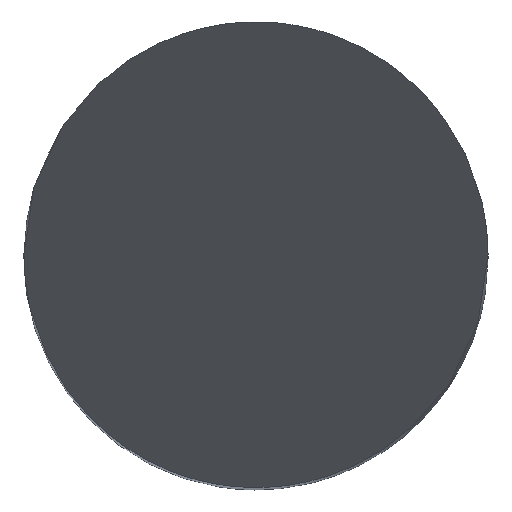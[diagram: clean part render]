
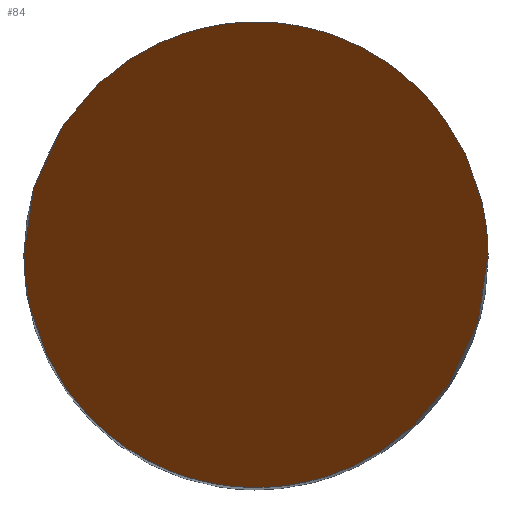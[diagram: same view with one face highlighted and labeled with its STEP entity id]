
A CAD part, top view. The second image highlights one B-rep face of the part: STEP entity #84.
In plain terms, the highlighted planar face has unit normal (0, -0.866, 0.5).
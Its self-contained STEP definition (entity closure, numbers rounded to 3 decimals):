
#57=PLANE('',#664);
#84=ADVANCED_FACE('',(#123),#57,.F.);
#123=FACE_OUTER_BOUND('',#157,.T.);
#157=EDGE_LOOP('',(#333,#334));
#333=ORIENTED_EDGE('',*,*,#533,.F.);
#334=ORIENTED_EDGE('',*,*,#502,.F.);
#447=VERTEX_POINT('',#851);
#448=VERTEX_POINT('',#856);
#502=EDGE_CURVE('',#447,#448,#597,.T.);
#533=EDGE_CURVE('',#448,#447,#601,.T.);
#597=(
BOUNDED_CURVE()
B_SPLINE_CURVE(3,(#852,#853,#854,#855),.UNSPECIFIED.,.F.,.F.)
B_SPLINE_CURVE_WITH_KNOTS((4,4),(0.,1.),.UNSPECIFIED.)
CURVE()
GEOMETRIC_REPRESENTATION_ITEM()
RATIONAL_B_SPLINE_CURVE((1.,0.333,0.333,1.))
REPRESENTATION_ITEM('')
);
#601=(
BOUNDED_CURVE()
B_SPLINE_CURVE(3,(#1109,#1110,#1111,#1112),.UNSPECIFIED.,.F.,.F.)
B_SPLINE_CURVE_WITH_KNOTS((4,4),(0.,1.),.UNSPECIFIED.)
CURVE()
GEOMETRIC_REPRESENTATION_ITEM()
RATIONAL_B_SPLINE_CURVE((1.,0.333,0.333,1.))
REPRESENTATION_ITEM('')
);
#664=AXIS2_PLACEMENT_3D('',#1154,#735,#736);
#735=DIRECTION('',(0.,0.866,-0.5));
#736=DIRECTION('',(0.,0.5,0.866));
#851=CARTESIAN_POINT('',(-2.,0.,0.));
#852=CARTESIAN_POINT('',(-2.,0.,0.));
#853=CARTESIAN_POINT('',(-2.,4.,6.928));
#854=CARTESIAN_POINT('',(2.,4.,6.928));
#855=CARTESIAN_POINT('',(2.,0.,0.));
#856=CARTESIAN_POINT('',(2.,0.,0.));
#1109=CARTESIAN_POINT('',(2.,0.,0.));
#1110=CARTESIAN_POINT('',(2.,-4.,-6.928));
#1111=CARTESIAN_POINT('',(-2.,-4.,-6.928));
#1112=CARTESIAN_POINT('',(-2.,0.,0.));
#1154=CARTESIAN_POINT('',(-2.,2.,3.464));
